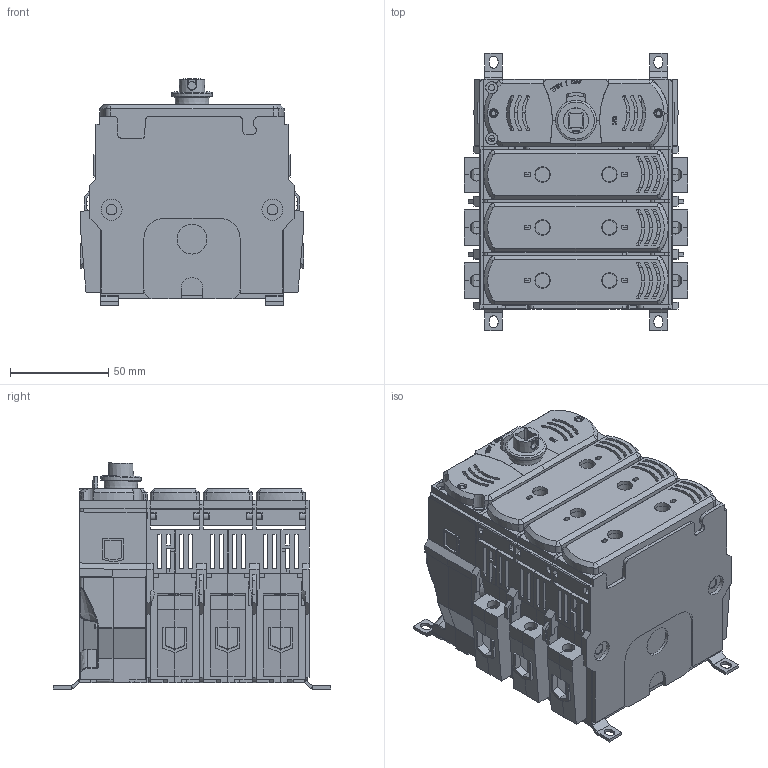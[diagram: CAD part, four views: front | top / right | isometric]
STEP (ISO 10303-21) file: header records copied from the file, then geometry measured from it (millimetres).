
FILE_DESCRIPTION(/* description */ (''),/* implementation_level */ '2;1');
FILE_NAME(/* name */ '3d_GEF0050F.stp',/* time_stamp */ '2024-10-03T10:27:12+02:00',/* author */ (''),/* organization */ (''),/* preprocessor_version */ 'ST-DEVELOPER v16.7',/* originating_system */ 'SIEMENS PLM Software NX 12.0',/* authorisation */ '');
FILE_SCHEMA (('AUTOMOTIVE_DESIGN { 1 0 10303 214 3 1 1 1 }'));
Products named in the file (1): RuggBAC09C49rlz1
Bounding box: 114 x 141.23 x 115.22 mm (x, y, z)
Surface area: 136752 mm2 (no closed solid volume)
Topology: 0 solids, 2 shells, 1886 faces, 6240 edges, 4225 vertices
Faces by surface type: plane 1400, cylinder 262, bspline 120, cone 96, sphere 6, torus 2
Full cylindrical faces by diameter (mm): 1.5 x2, 2.25 x2, 2.9 x14, 2.975 x4, 3.7 x4, 4.2 x1, 5.4 x2, 6.5 x6, 7.894 x6, 9 x8, 10.7 x2, 13.014 x1, 15.2 x1, 20.8 x1, 25.2 x1
Entity records: 69928 total; most frequent: CARTESIAN_POINT 17431, ORIENTED_EDGE 10477, DIRECTION 10061, EDGE_CURVE 6120, LINE 4877, VECTOR 4877, VERTEX_POINT 4189, AXIS2_PLACEMENT_3D 2592
